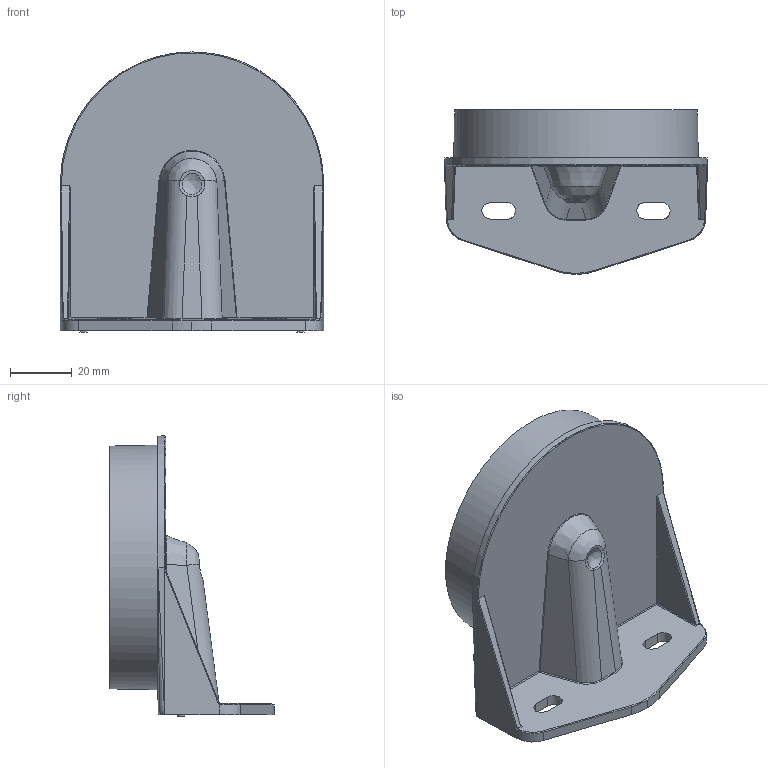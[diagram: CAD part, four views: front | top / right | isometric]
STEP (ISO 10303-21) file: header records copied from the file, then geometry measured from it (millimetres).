
FILE_DESCRIPTION (( 'STEP AP203' ), '1' );
FILE_NAME ('26170007.step', '2020-08-20T17:49:27', ( '' ), ( '' ), 'SwSTEP 2.0', 'SolidWorks 2019', '' );
FILE_SCHEMA (( 'CONFIG_CONTROL_DESIGN' ));
Length unit declared in the file: inch
Products named in the file (1): 26170007
Bounding box: 85 x 53 x 90.5 mm (x, y, z)
Volume: 35714.7 mm3; surface area: 30065 mm2
Topology: 1 solids, 1 shells, 214 faces, 525 edges, 309 vertices
Faces by surface type: bspline 84, cylinder 66, plane 47, cone 15, torus 2
Entity records: 16777 total; most frequent: CARTESIAN_POINT 12483, ORIENTED_EDGE 1030, DIRECTION 604, EDGE_CURVE 515, VERTEX_POINT 309, EDGE_LOOP 226, B_SPLINE_CURVE_WITH_KNOTS 223, ADVANCED_FACE 214
